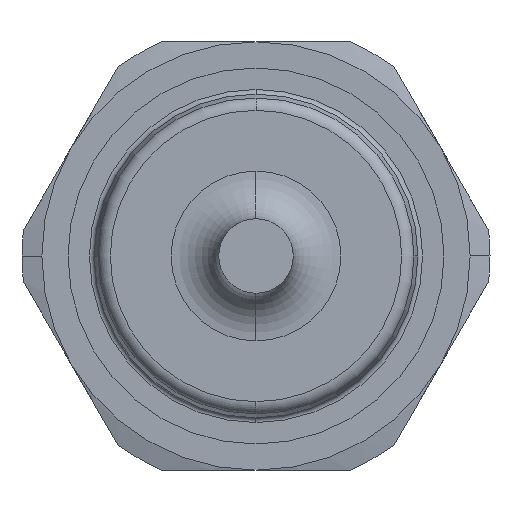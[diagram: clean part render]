
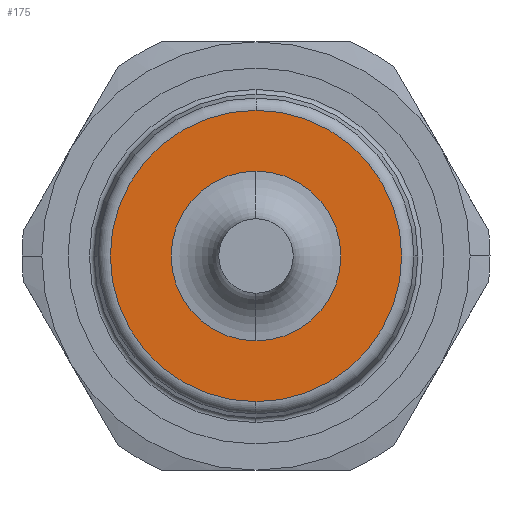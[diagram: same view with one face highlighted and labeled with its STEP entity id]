
A CAD part, left-side view. The second image highlights one B-rep face of the part: STEP entity #175.
In plain terms, the highlighted planar face has unit normal (-1, 0, 0).
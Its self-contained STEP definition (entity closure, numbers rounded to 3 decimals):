
#175 = ADVANCED_FACE( '', ( #385, #386 ), #387, .T. );
#385 = FACE_BOUND( '', #599, .T. );
#386 = FACE_OUTER_BOUND( '', #600, .T. );
#387 = PLANE( '', #601 );
#599 = EDGE_LOOP( '', ( #1381, #1382, #1383 ) );
#600 = EDGE_LOOP( '', ( #1384, #1385, #1386 ) );
#601 = AXIS2_PLACEMENT_3D( '', #1387, #1388, #1389 );
#1381 = ORIENTED_EDGE( '', *, *, #1654, .F. );
#1382 = ORIENTED_EDGE( '', *, *, #1655, .F. );
#1383 = ORIENTED_EDGE( '', *, *, #1418, .F. );
#1384 = ORIENTED_EDGE( '', *, *, #1425, .T. );
#1385 = ORIENTED_EDGE( '', *, *, #1653, .T. );
#1386 = ORIENTED_EDGE( '', *, *, #1426, .T. );
#1387 = CARTESIAN_POINT( '', ( -25., 7.267, 0. ) );
#1388 = DIRECTION( '', ( -1., 0., 0. ) );
#1389 = DIRECTION( '', ( 0., 1., 0. ) );
#1418 = EDGE_CURVE( '', #1668, #1670, #1671, .T. );
#1425 = EDGE_CURVE( '', #1684, #1682, #1685, .T. );
#1426 = EDGE_CURVE( '', #1676, #1684, #1686, .T. );
#1653 = EDGE_CURVE( '', #1682, #1676, #2048, .T. );
#1654 = EDGE_CURVE( '', #2049, #1668, #2050, .T. );
#1655 = EDGE_CURVE( '', #1670, #2049, #2051, .T. );
#1668 = VERTEX_POINT( '', #2066 );
#1670 = VERTEX_POINT( '', #2068 );
#1671 = CIRCLE( '', #2069, 5.35 );
#1676 = VERTEX_POINT( '', #2074 );
#1682 = VERTEX_POINT( '', #2080 );
#1684 = VERTEX_POINT( '', #2082 );
#1685 = CIRCLE( '', #2083, 9.184 );
#1686 = CIRCLE( '', #2084, 9.184 );
#2048 = CIRCLE( '', #2748, 9.184 );
#2049 = VERTEX_POINT( '', #2749 );
#2050 = CIRCLE( '', #2750, 5.35 );
#2051 = CIRCLE( '', #2751, 5.35 );
#2066 = CARTESIAN_POINT( '', ( -25., 0., -5.35 ) );
#2068 = CARTESIAN_POINT( '', ( -25., 0., 5.35 ) );
#2069 = AXIS2_PLACEMENT_3D( '', #2768, #2769, #2770 );
#2074 = CARTESIAN_POINT( '', ( -25., 0., 9.184 ) );
#2080 = CARTESIAN_POINT( '', ( -25., 0., -9.184 ) );
#2082 = CARTESIAN_POINT( '', ( -25., 9.184, 0. ) );
#2083 = AXIS2_PLACEMENT_3D( '', #2789, #2790, #2791 );
#2084 = AXIS2_PLACEMENT_3D( '', #2792, #2793, #2794 );
#2748 = AXIS2_PLACEMENT_3D( '', #3229, #3230, #3231 );
#2749 = CARTESIAN_POINT( '', ( -25., 5.35, 0. ) );
#2750 = AXIS2_PLACEMENT_3D( '', #3232, #3233, #3234 );
#2751 = AXIS2_PLACEMENT_3D( '', #3235, #3236, #3237 );
#2768 = CARTESIAN_POINT( '', ( -25., 0., 0. ) );
#2769 = DIRECTION( '', ( -1., 0., 0. ) );
#2770 = DIRECTION( '', ( 0., 1., 0. ) );
#2789 = CARTESIAN_POINT( '', ( -25., 0., 0. ) );
#2790 = DIRECTION( '', ( -1., 0., 0. ) );
#2791 = DIRECTION( '', ( 0., 1., 0. ) );
#2792 = CARTESIAN_POINT( '', ( -25., 0., 0. ) );
#2793 = DIRECTION( '', ( -1., 0., 0. ) );
#2794 = DIRECTION( '', ( 0., 1., 0. ) );
#3229 = CARTESIAN_POINT( '', ( -25., 0., 0. ) );
#3230 = DIRECTION( '', ( -1., 0., 0. ) );
#3231 = DIRECTION( '', ( 0., 1., 0. ) );
#3232 = CARTESIAN_POINT( '', ( -25., 0., 0. ) );
#3233 = DIRECTION( '', ( -1., 0., 0. ) );
#3234 = DIRECTION( '', ( 0., 1., 0. ) );
#3235 = CARTESIAN_POINT( '', ( -25., 0., 0. ) );
#3236 = DIRECTION( '', ( -1., 0., 0. ) );
#3237 = DIRECTION( '', ( 0., 1., 0. ) );
